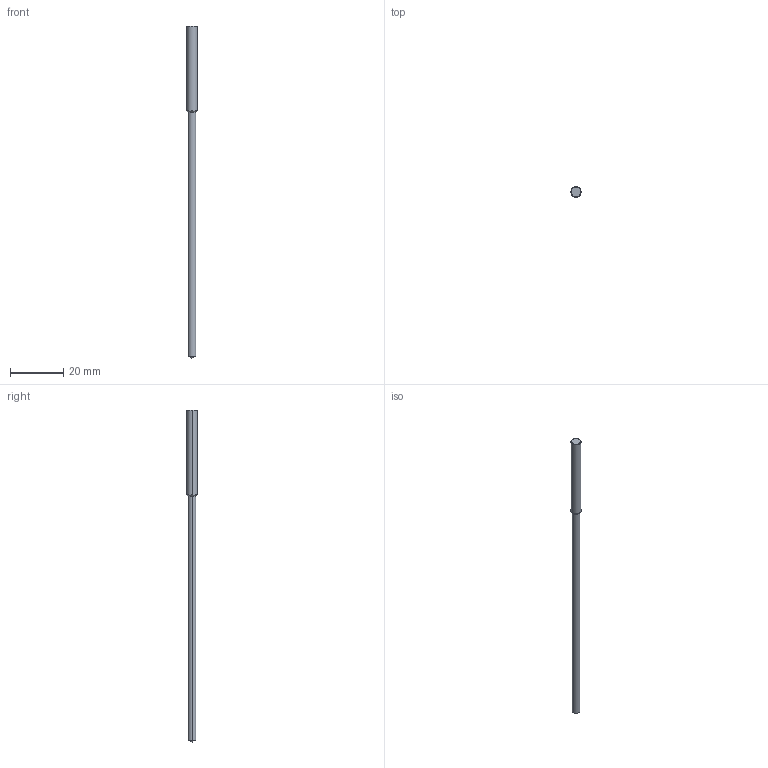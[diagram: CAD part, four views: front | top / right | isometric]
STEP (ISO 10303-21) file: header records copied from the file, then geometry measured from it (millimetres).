
FILE_DESCRIPTION((''),'2;1');
FILE_NAME('607009215-000-00-E43','2017-12-20T',('steckerb'),(''),'PRO/ENGINEER BY PARAMETRIC TECHNOLOGY CORPORATION, 2011220','PRO/ENGINEER BY PARAMETRIC TECHNOLOGY CORPORATION, 2011220','');
FILE_SCHEMA(('AUTOMOTIVE_DESIGN_CC2 { 1 2 10303 214 -1 1 5 2 }'));
Length unit declared in the file: millimetre
Products named in the file (1): 607009215-000-00-E43
Bounding box: 4 x 4 x 125 mm (x, y, z)
Volume: 1057.6 mm3; surface area: 1294.5 mm2
Topology: 1 solids, 1 shells, 11 faces, 39 edges, 33 vertices
Faces by surface type: cone 6, cylinder 4, plane 1
Entity records: 659 total; most frequent: DIRECTION 75, CARTESIAN_POINT 63, PRESENTATION_STYLE_ASSIGNMENT 53, STYLED_ITEM 49, CURVE_STYLE 44, ORIENTED_EDGE 40, COLOUR_RGB 31, VECTOR 27
